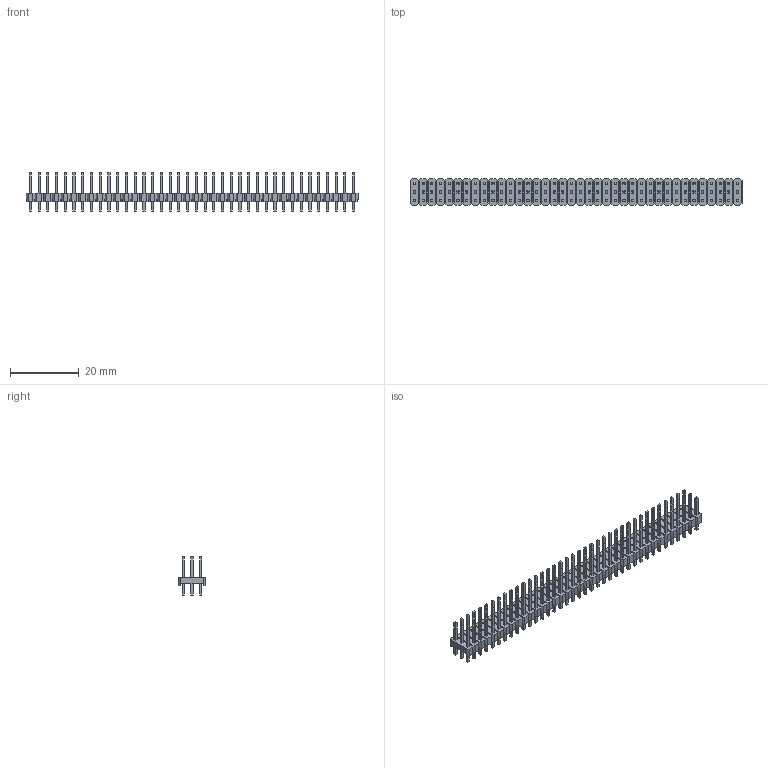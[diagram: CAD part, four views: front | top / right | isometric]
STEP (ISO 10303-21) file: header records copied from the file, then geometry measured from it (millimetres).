
FILE_DESCRIPTION(('STEP AP214'), '1');
FILE_NAME('PLT', '', ('UNSPECIFIED'), ('UNSPECIFIED'), 'ASCON STEP Converter 1.6', 'ASCON Math Kernel', '');
FILE_SCHEMA(('AUTOMOTIVE_DESIGN { 1 0 10303 214 3 1 1}'));
Length unit declared in the file: millimetre
Bounding box: 96.52 x 7.62 x 11.6 mm (x, y, z)
Volume: 1761 mm3; surface area: 4926.3 mm2
Topology: 1 solids, 1 shells, 2629 faces, 6174 edges, 3812 vertices
Faces by surface type: plane 2629
Entity records: 93484 total; most frequent: CARTESIAN_POINT 12616, ORIENTED_EDGE 12348, DIRECTION 11434, EDGE_CURVE 6174, LINE 6174, VECTOR 6174, VERTEX_POINT 3812, FACE_BOUND 2894
